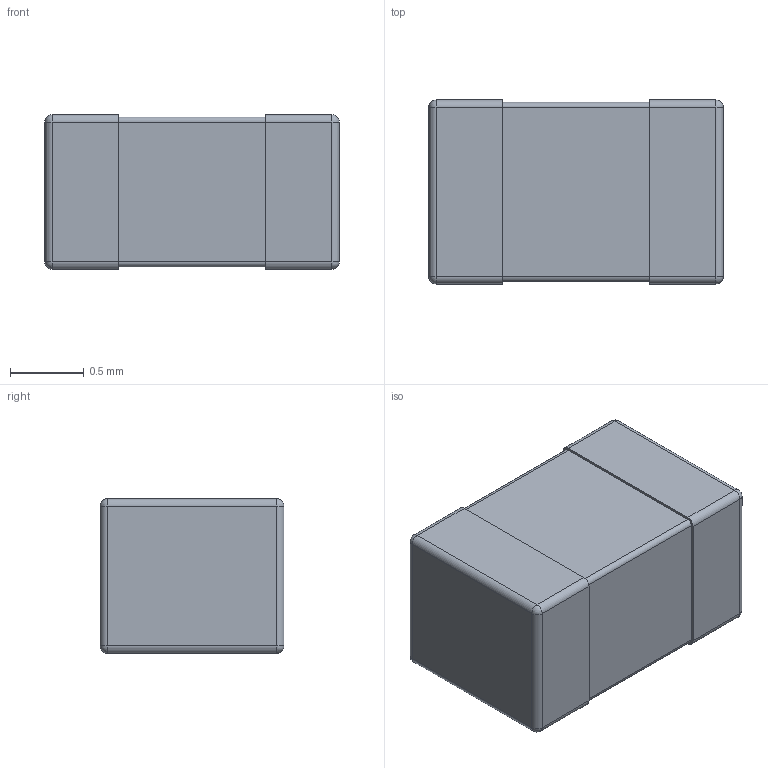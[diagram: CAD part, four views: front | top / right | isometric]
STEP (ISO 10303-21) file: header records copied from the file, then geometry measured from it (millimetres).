
FILE_DESCRIPTION(('STEP AP242'),'1');
FILE_NAME('BLM21PG121BH1J--3DModel-STEP-1.STEP','2020-07-16T23:39:27',(' '),(' '),'Spatial InterOp 3D',' ',' ');
FILE_SCHEMA(('AP242_MANAGED_MODEL_BASED_3D_ENGINEERING_MIM_LF {1 0 10303 442 1 1 4}'));
Length unit declared in the file: metre
Products named in the file (5): BLM21PG121BH1J--3DModel-STEP-1; Component1; Component2; Component3
Assembly tree (4 placements, depth 3):
  BLM21PG121BH1J--3DModel-STEP-1
    BLM21PG121BH1J--3DModel-STEP-1
      Component1
      Component2
      Component3
Bounding box: 2 x 1.25 x 1.05 mm (x, y, z)
Volume: 2.5 mm3; surface area: 16.4 mm2
Topology: 3 solids, 3 shells, 46 faces, 104 edges, 56 vertices
Faces by surface type: cylinder 20, plane 18, sphere 8
Entity records: 1715 total; most frequent: DIRECTION 240, CARTESIAN_POINT 204, ORIENTED_EDGE 192, EDGE_CURVE 96, AXIS2_PLACEMENT_3D 92, VERTEX_POINT 56, LINE 56, VECTOR 56
